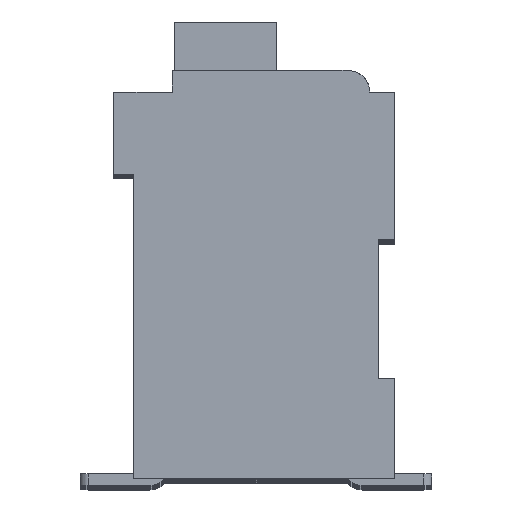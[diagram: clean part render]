
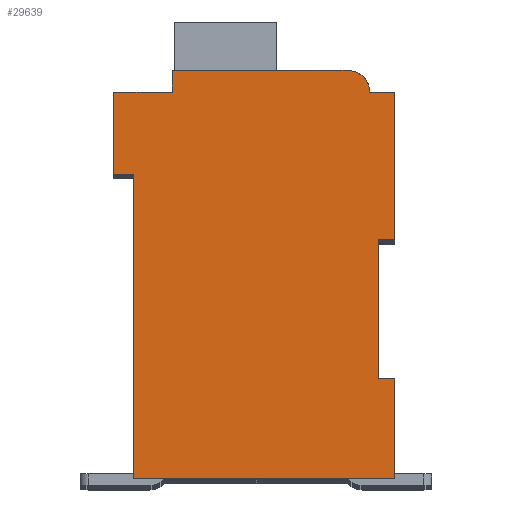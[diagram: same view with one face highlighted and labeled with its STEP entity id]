
A CAD part, top view. The second image highlights one B-rep face of the part: STEP entity #29639.
In plain terms, the highlighted planar face has unit normal (0, 0, 1).
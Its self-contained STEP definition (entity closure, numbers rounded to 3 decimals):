
#4706=DIRECTION('',(1.,0.,0.));
#4707=VECTOR('',#4706,0.5);
#4708=CARTESIAN_POINT('',(7.3,7.15,2.1));
#4709=LINE('',#4708,#4707);
#4710=DIRECTION('',(0.,1.,0.));
#4711=VECTOR('',#4710,4.15);
#4712=CARTESIAN_POINT('',(7.3,3.,2.1));
#4713=LINE('',#4712,#4711);
#4714=DIRECTION('',(-1.,0.,0.));
#4715=VECTOR('',#4714,0.5);
#4716=CARTESIAN_POINT('',(7.8,3.,2.1));
#4717=LINE('',#4716,#4715);
#4718=DIRECTION('',(0.,1.,0.));
#4719=VECTOR('',#4718,3.);
#4720=CARTESIAN_POINT('',(7.8,0.,2.1));
#4721=LINE('',#4720,#4719);
#4722=DIRECTION('',(1.,0.,0.));
#4723=VECTOR('',#4722,7.8);
#4724=CARTESIAN_POINT('',(0.,0.,2.1));
#4725=LINE('',#4724,#4723);
#4726=DIRECTION('',(0.,-1.,0.));
#4727=VECTOR('',#4726,9.1);
#4728=CARTESIAN_POINT('',(0.,9.1,2.1));
#4729=LINE('',#4728,#4727);
#4730=DIRECTION('',(1.,0.,0.));
#4731=VECTOR('',#4730,0.6);
#4732=CARTESIAN_POINT('',(-0.6,9.1,2.1));
#4733=LINE('',#4732,#4731);
#4734=DIRECTION('',(0.,-1.,0.));
#4735=VECTOR('',#4734,2.45);
#4736=CARTESIAN_POINT('',(-0.6,11.55,2.1));
#4737=LINE('',#4736,#4735);
#4738=DIRECTION('',(-1.,0.,0.));
#4739=VECTOR('',#4738,1.75);
#4740=CARTESIAN_POINT('',(1.15,11.55,2.1));
#4741=LINE('',#4740,#4739);
#4742=DIRECTION('',(0.,-1.,0.));
#4743=VECTOR('',#4742,0.65);
#4744=CARTESIAN_POINT('',(1.15,12.2,2.1));
#4745=LINE('',#4744,#4743);
#4746=DIRECTION('',(-1.,0.,0.));
#4747=VECTOR('',#4746,5.25);
#4748=CARTESIAN_POINT('',(6.4,12.2,2.1));
#4749=LINE('',#4748,#4747);
#4750=CARTESIAN_POINT('',(6.4,11.55,2.1));
#4751=DIRECTION('',(0.,0.,1.));
#4752=DIRECTION('',(1.,0.,0.));
#4753=AXIS2_PLACEMENT_3D('',#4750,#4751,#4752);
#4755=DIRECTION('',(-1.,0.,0.));
#4756=VECTOR('',#4755,0.75);
#4757=CARTESIAN_POINT('',(7.8,11.55,2.1));
#4758=LINE('',#4757,#4756);
#4759=DIRECTION('',(0.,1.,0.));
#4760=VECTOR('',#4759,4.4);
#4761=CARTESIAN_POINT('',(7.8,7.15,2.1));
#4762=LINE('',#4761,#4760);
#19615=CARTESIAN_POINT('',(7.3,7.15,2.1));
#19616=CARTESIAN_POINT('',(7.8,7.15,2.1));
#19617=VERTEX_POINT('',#19615);
#19618=VERTEX_POINT('',#19616);
#19619=CARTESIAN_POINT('',(7.8,11.55,2.1));
#19620=VERTEX_POINT('',#19619);
#19621=CARTESIAN_POINT('',(7.05,11.55,2.1));
#19622=VERTEX_POINT('',#19621);
#19623=CARTESIAN_POINT('',(6.4,12.2,2.1));
#19624=VERTEX_POINT('',#19623);
#19625=CARTESIAN_POINT('',(1.15,12.2,2.1));
#19626=VERTEX_POINT('',#19625);
#19627=CARTESIAN_POINT('',(1.15,11.55,2.1));
#19628=VERTEX_POINT('',#19627);
#19629=CARTESIAN_POINT('',(-0.6,11.55,2.1));
#19630=VERTEX_POINT('',#19629);
#19631=CARTESIAN_POINT('',(-0.6,9.1,2.1));
#19632=VERTEX_POINT('',#19631);
#19633=CARTESIAN_POINT('',(0.,9.1,2.1));
#19634=VERTEX_POINT('',#19633);
#19635=CARTESIAN_POINT('',(0.,0.,2.1));
#19636=VERTEX_POINT('',#19635);
#19637=CARTESIAN_POINT('',(7.8,0.,2.1));
#19638=VERTEX_POINT('',#19637);
#19639=CARTESIAN_POINT('',(7.8,3.,2.1));
#19640=VERTEX_POINT('',#19639);
#19641=CARTESIAN_POINT('',(7.3,3.,2.1));
#19642=VERTEX_POINT('',#19641);
#29615=CARTESIAN_POINT('',(0.,0.,2.1));
#29616=DIRECTION('',(0.,0.,1.));
#29617=DIRECTION('',(1.,0.,0.));
#29618=AXIS2_PLACEMENT_3D('',#29615,#29616,#29617);
#29619=PLANE('',#29618);
#29620=ORIENTED_EDGE('',*,*,#25736,.F.);
#29621=ORIENTED_EDGE('',*,*,#26702,.F.);
#29623=ORIENTED_EDGE('',*,*,#29622,.F.);
#29625=ORIENTED_EDGE('',*,*,#29624,.F.);
#29627=ORIENTED_EDGE('',*,*,#29626,.F.);
#29628=ORIENTED_EDGE('',*,*,#27044,.F.);
#29629=ORIENTED_EDGE('',*,*,#27236,.F.);
#29630=ORIENTED_EDGE('',*,*,#27585,.F.);
#29631=ORIENTED_EDGE('',*,*,#27939,.F.);
#29632=ORIENTED_EDGE('',*,*,#28008,.F.);
#29633=ORIENTED_EDGE('',*,*,#28517,.F.);
#29634=ORIENTED_EDGE('',*,*,#29291,.F.);
#29635=ORIENTED_EDGE('',*,*,#29099,.F.);
#29636=ORIENTED_EDGE('',*,*,#26258,.F.);
#29637=EDGE_LOOP('',(#29620,#29621,#29623,#29625,#29627,#29628,#29629,#29630,
#29631,#29632,#29633,#29634,#29635,#29636));
#29638=FACE_OUTER_BOUND('',#29637,.F.);
#4754=CIRCLE('',#4753,0.65);
#25736=EDGE_CURVE('',#19617,#19618,#4709,.T.);
#26258=EDGE_CURVE('',#19618,#19620,#4762,.T.);
#26702=EDGE_CURVE('',#19642,#19617,#4713,.T.);
#27044=EDGE_CURVE('',#19634,#19636,#4729,.T.);
#27236=EDGE_CURVE('',#19632,#19634,#4733,.T.);
#27585=EDGE_CURVE('',#19630,#19632,#4737,.T.);
#27939=EDGE_CURVE('',#19628,#19630,#4741,.T.);
#28008=EDGE_CURVE('',#19626,#19628,#4745,.T.);
#28517=EDGE_CURVE('',#19624,#19626,#4749,.T.);
#29099=EDGE_CURVE('',#19620,#19622,#4758,.T.);
#29291=EDGE_CURVE('',#19622,#19624,#4754,.T.);
#29622=EDGE_CURVE('',#19640,#19642,#4717,.T.);
#29624=EDGE_CURVE('',#19638,#19640,#4721,.T.);
#29626=EDGE_CURVE('',#19636,#19638,#4725,.T.);
#29639=ADVANCED_FACE('',(#29638),#29619,.T.);
